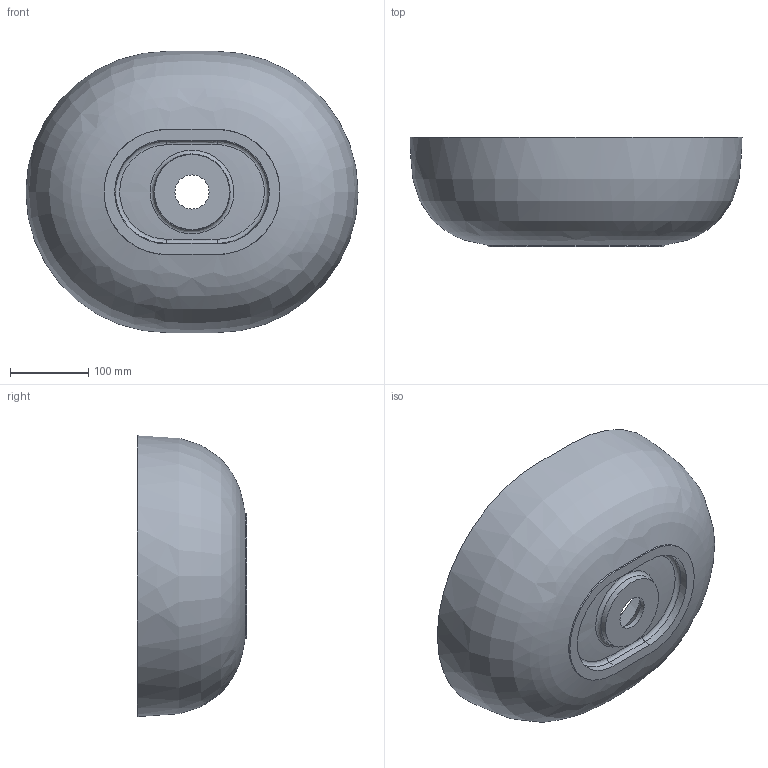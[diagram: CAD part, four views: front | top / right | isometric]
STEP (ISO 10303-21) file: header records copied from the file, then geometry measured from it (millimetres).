
FILE_DESCRIPTION (( 'STEP AP214' ), '1' );
FILE_NAME ('Mark 425.STEP', '2022-09-07T11:44:14', ( 'User Windows' ), ( '' ), 'SwSTEP 2.0', 'SolidWorks 2020', '' );
FILE_SCHEMA (( 'AUTOMOTIVE_DESIGN' ));
Length unit declared in the file: millimetre
Products named in the file (1): Mark 425
Bounding box: 425 x 140 x 360 mm (x, y, z)
Volume: 4113494 mm3; surface area: 453675.4 mm2
Topology: 1 solids, 1 shells, 23 faces, 59 edges, 40 vertices
Faces by surface type: plane 8, bspline 8, cone 7
Entity records: 2953 total; most frequent: CARTESIAN_POINT 2452, ORIENTED_EDGE 94, DIRECTION 82, EDGE_CURVE 47, VERTEX_POINT 35, EDGE_LOOP 34, AXIS2_PLACEMENT_3D 33, FACE_OUTER_BOUND 27
